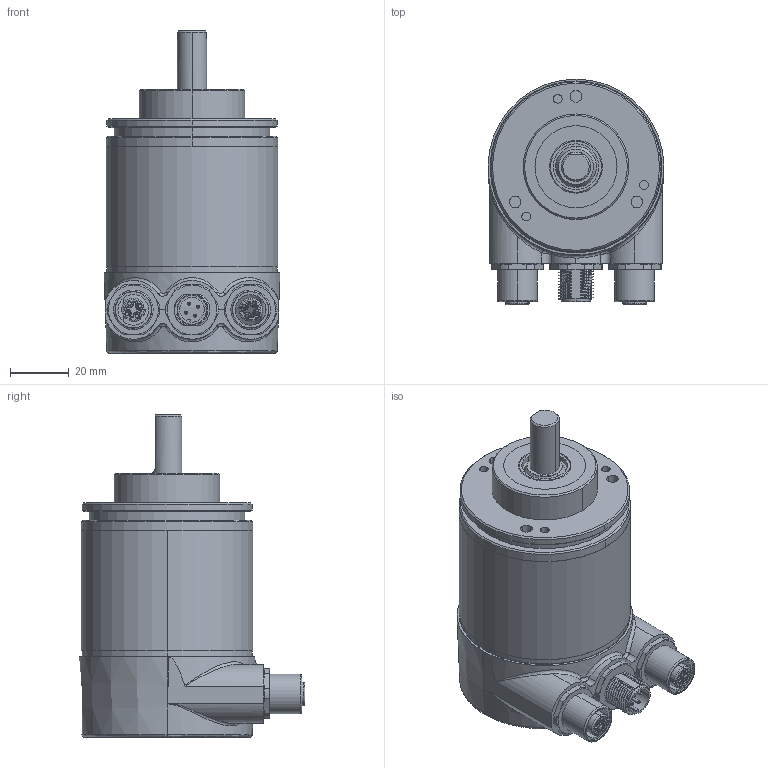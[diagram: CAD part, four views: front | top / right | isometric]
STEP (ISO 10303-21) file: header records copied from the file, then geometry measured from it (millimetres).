
FILE_DESCRIPTION (( 'STEP AP203' ), '1' );
FILE_NAME ('M082_MHM510_ETIP-PNET.STEP', '2018-07-25T11:41:14', ( '' ), ( '' ), 'SwSTEP 2.0', 'SolidWorks 2016', '' );
FILE_SCHEMA (( 'CONFIG_CONTROL_DESIGN' ));
Length unit declared in the file: millimetre
Products named in the file (1): M082_MHM510_ETIP-PNET
Bounding box: 60 x 77 x 110 mm (x, y, z)
Surface area: 39215.5 mm2 (no closed solid volume)
Topology: 0 solids, 27 shells, 520 faces, 1548 edges, 1054 vertices
Faces by surface type: cylinder 200, cone 126, plane 99, bspline 77, torus 18
Entity records: 42799 total; most frequent: CARTESIAN_POINT 29999, ORIENTED_EDGE 2656, DIRECTION 2371, EDGE_CURVE 1540, VERTEX_POINT 1054, AXIS2_PLACEMENT_3D 936, EDGE_LOOP 581, FACE_OUTER_BOUND 520
